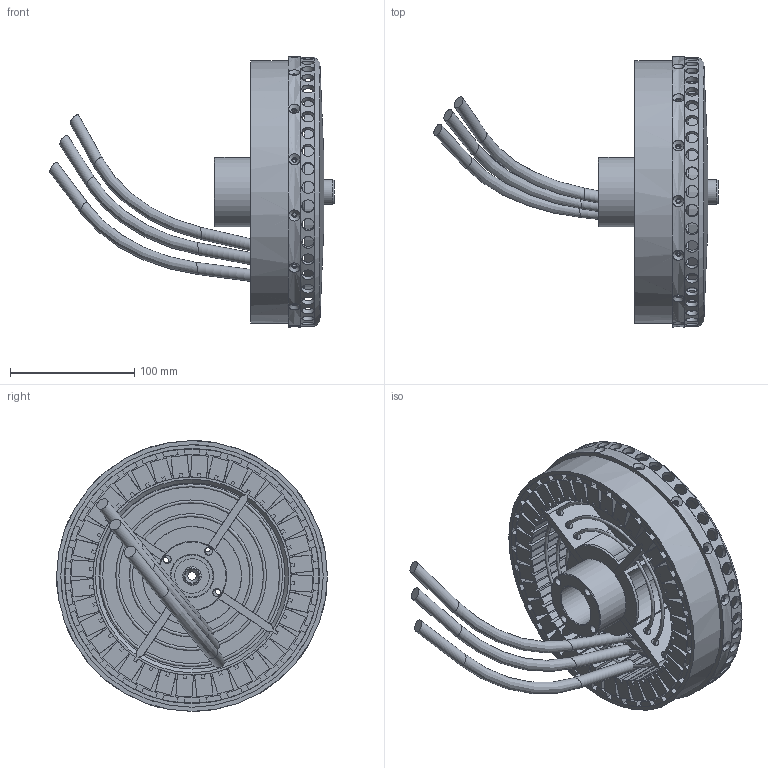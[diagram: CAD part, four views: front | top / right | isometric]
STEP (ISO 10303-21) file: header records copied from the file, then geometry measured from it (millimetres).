
FILE_DESCRIPTION(('FreeCAD Model'),'2;1');
FILE_NAME('HPD16.step','2020-01-12T08:21:59',('Author'),(''), 'Open CASCADE STEP processor 7.3','FreeCAD','Unknown');
FILE_SCHEMA(('AUTOMOTIVE_DESIGN { 1 0 10303 214 1 1 1 1 }'));
Products named in the file (16): Rotorglocke_001; 40mmGfK_Platte_001; 40mmGfK_Platte_002; 40mmGfK_Platte_003; 40mmGfK_Platte_004; Druckstuck30mm_001; Rueckschlussring40mm_Assembly_001; Stromleiter_001; HPD16_Rotorwelle_001; HPD12u16_Kugellager15329_001; HPD12u16_Kugellager25377_001; HPD16_Statorlager_001; HPD16u20_Blech_001; Motorkabel_001; Motorkabel_002; Motorkabel_003
Bounding box: 229.04 x 218.2 x 218.2 mm (x, y, z)
Volume: 905200.3 mm3; surface area: 452376.7 mm2
Topology: 51 solids, 54 shells, 1056 faces, 2779 edges, 1837 vertices
Faces by surface type: plane 705, cylinder 281, cone 41, bspline 17, revolution 6, extrusion 6
Full cylindrical faces by diameter (mm): 2.7 x12, 3.2 x15, 3.5 x3, 4.2 x21, 5 x12, 6 x10, 6.5 x4, 6.8 x1, 10 x46, 15 x2, 20 x2, 25 x2, 28 x2, 31 x1, 32 x3, 34 x2, 37 x2, 42 x1, 43 x1, 56 x1, 56.5 x1, 60 x1, 150 x1, 156 x1, 205.7 x1, 209 x1, 211.5 x2, 217 x1, 218.2 x1
Entity records: 133732 total; most frequent: CARTESIAN_POINT 72502, DIRECTION 9079, VECTOR 5675, LINE 5669, ORIENTED_EDGE 5546, PCURVE 5546, DEFINITIONAL_REPRESENTATION 5546, EDGE_CURVE 2773
